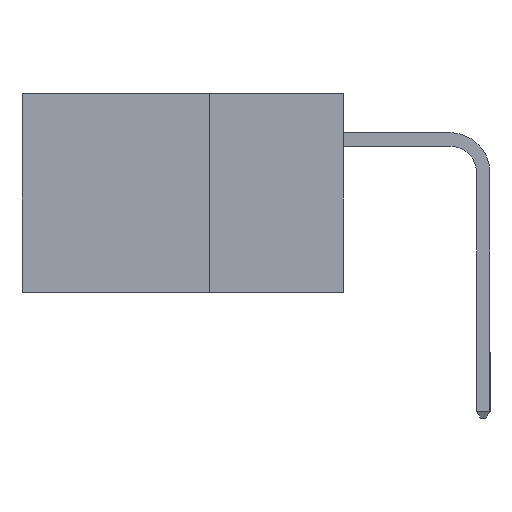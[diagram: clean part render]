
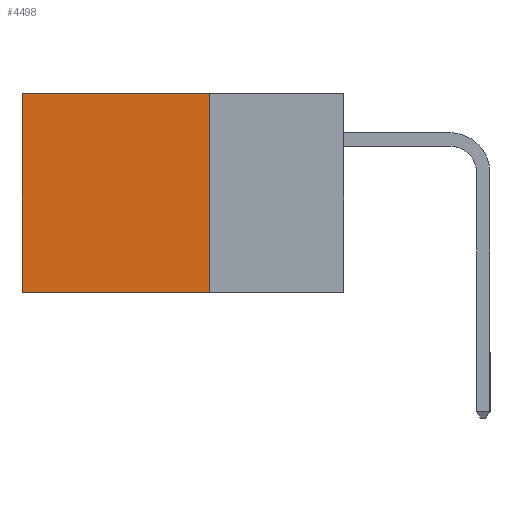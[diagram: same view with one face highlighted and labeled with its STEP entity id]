
A CAD part, left-side view. The second image highlights one B-rep face of the part: STEP entity #4498.
In plain terms, the highlighted planar face has unit normal (-1, 0, 0).
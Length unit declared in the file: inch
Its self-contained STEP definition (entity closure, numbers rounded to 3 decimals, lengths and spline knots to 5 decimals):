
#442 = CARTESIAN_POINT ( 'NONE',  ( 0.298, 0.25, -0.37 ) ) ;
#1210 = CARTESIAN_POINT ( 'NONE',  ( 0.298, 0.6, -0.37 ) ) ;
#1256 = EDGE_CURVE ( 'NONE', #16895, #10958, #6126, .T. ) ;
#2090 = DIRECTION ( 'NONE',  ( 0., 1., 0. ) ) ;
#2307 = DIRECTION ( 'NONE',  ( 0., 0., -1. ) ) ;
#3040 = CARTESIAN_POINT ( 'NONE',  ( 0.298, 0.25, 0. ) ) ;
#4210 = DIRECTION ( 'NONE',  ( 0., 0., -1. ) ) ;
#4217 = LINE ( 'NONE', #442, #8299 ) ;
#4376 = DIRECTION ( 'NONE',  ( 0., 0., -1. ) ) ;
#4498 = ADVANCED_FACE ( 'NONE', ( #18650 ), #15478, .F. ) ;
#5335 = CARTESIAN_POINT ( 'NONE',  ( 0.298, 0.25, 0. ) ) ;
#6103 = CARTESIAN_POINT ( 'NONE',  ( 0.298, 0.6, 0. ) ) ;
#6126 = LINE ( 'NONE', #3040, #10127 ) ;
#7713 = ORIENTED_EDGE ( 'NONE', *, *, #8003, .T. ) ;
#7804 = EDGE_CURVE ( 'NONE', #16895, #17863, #11531, .T. ) ;
#8003 = EDGE_CURVE ( 'NONE', #10958, #19323, #16078, .T. ) ;
#8299 = VECTOR ( 'NONE', #2090, 39.37008 ) ;
#10042 = CARTESIAN_POINT ( 'NONE',  ( 0.298, 0.25, 0. ) ) ;
#10127 = VECTOR ( 'NONE', #14852, 39.37008 ) ;
#10413 = CARTESIAN_POINT ( 'NONE',  ( 0.298, 0.6, 0. ) ) ;
#10854 = ORIENTED_EDGE ( 'NONE', *, *, #14004, .F. ) ;
#10958 = VERTEX_POINT ( 'NONE', #6103 ) ;
#11268 = CARTESIAN_POINT ( 'NONE',  ( 0.298, 0.25, -0.37 ) ) ;
#11531 = LINE ( 'NONE', #10042, #14961 ) ;
#11768 = VECTOR ( 'NONE', #4376, 39.37008 ) ;
#11797 = ORIENTED_EDGE ( 'NONE', *, *, #7804, .F. ) ;
#13551 = DIRECTION ( 'NONE',  ( 1., 0., 0. ) ) ;
#14004 = EDGE_CURVE ( 'NONE', #17863, #19323, #4217, .T. ) ;
#14852 = DIRECTION ( 'NONE',  ( 0., 1., 0. ) ) ;
#14961 = VECTOR ( 'NONE', #2307, 39.37008 ) ;
#15478 = PLANE ( 'NONE',  #19562 ) ;
#16078 = LINE ( 'NONE', #10413, #11768 ) ;
#16895 = VERTEX_POINT ( 'NONE', #17724 ) ;
#17724 = CARTESIAN_POINT ( 'NONE',  ( 0.298, 0.25, 0. ) ) ;
#17863 = VERTEX_POINT ( 'NONE', #11268 ) ;
#18650 = FACE_OUTER_BOUND ( 'NONE', #19277, .T. ) ;
#18733 = ORIENTED_EDGE ( 'NONE', *, *, #1256, .T. ) ;
#19277 = EDGE_LOOP ( 'NONE', ( #7713, #10854, #11797, #18733 ) ) ;
#19323 = VERTEX_POINT ( 'NONE', #1210 ) ;
#19562 = AXIS2_PLACEMENT_3D ( 'NONE', #5335, #13551, #4210 ) ;
